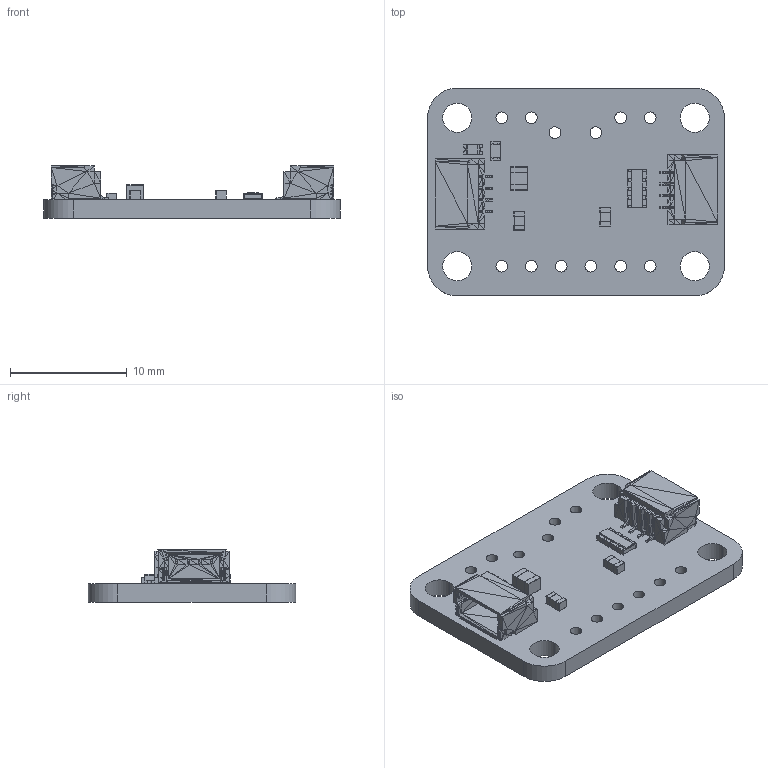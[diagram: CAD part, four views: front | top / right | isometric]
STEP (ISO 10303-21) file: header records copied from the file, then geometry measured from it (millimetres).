
FILE_DESCRIPTION (( 'STEP AP214' ), '1' );
FILE_NAME ('Adafruit_AD5693R_Breakout_Assembly.STEP', '2025-09-01T04:33:40', ( '' ), ( '' ), 'SwSTEP 2.0', 'SolidWorks 2023', '' );
FILE_SCHEMA (( 'AUTOMOTIVE_DESIGN' ));
Length unit declared in the file: millimetre
Products named in the file (8): RC0603FR-0710KL; CC0603KRX7R7BB104; STEMMA QT Horizontal; CC0805ZKY5V6BB106; LTST-C190GKT; AD5693R_Board_Base; Adafruit_AD5693R_Breakout_Assembly; CAY16-1821F4LF
Assembly tree (9 placements, depth 2):
  Adafruit_AD5693R_Breakout_Assembly
    AD5693R_Board_Base
    STEMMA QT Horizontal  x2
    CC0805ZKY5V6BB106
    CAY16-1821F4LF
    CC0603KRX7R7BB104  x2
    RC0603FR-0710KL
    LTST-C190GKT
Bounding box: 25.4 x 17.78 x 4.5 mm (x, y, z)
Volume: 676.9 mm3; surface area: 1555.5 mm2
Topology: 28 solids, 46 shells, 3383 faces, 5517 edges, 2194 vertices
Faces by surface type: plane 3258, cylinder 101, sphere 24
Entity records: 40657 total; most frequent: DIRECTION 7095, CARTESIAN_POINT 6431, ORIENTED_EDGE 6330, EDGE_CURVE 3177, LINE 3007, VECTOR 3007, AXIS2_PLACEMENT_3D 2044, EDGE_LOOP 1893
